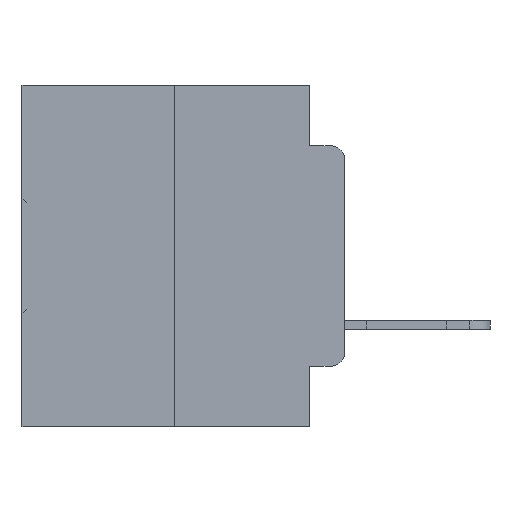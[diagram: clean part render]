
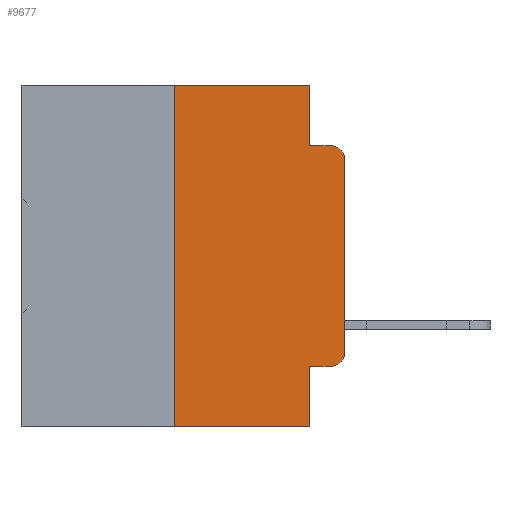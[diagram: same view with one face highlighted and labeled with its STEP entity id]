
A CAD part, left-side view. The second image highlights one B-rep face of the part: STEP entity #9677.
In plain terms, the highlighted planar face has unit normal (-1, 0, 0).
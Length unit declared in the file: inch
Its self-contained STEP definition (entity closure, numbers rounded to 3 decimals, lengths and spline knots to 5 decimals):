
#316 = CARTESIAN_POINT ( 'NONE',  ( 0., 0.02, -0.4115 ) ) ;
#521 = ORIENTED_EDGE ( 'NONE', *, *, #14636, .T. ) ;
#1415 = EDGE_CURVE ( 'NONE', #13119, #29214, #6633, .T. ) ;
#1677 = DIRECTION ( 'NONE',  ( 0., -1., 0. ) ) ;
#1765 = CARTESIAN_POINT ( 'NONE',  ( 0., 0.473, 0. ) ) ;
#2728 = LINE ( 'NONE', #13703, #9215 ) ;
#3105 = CARTESIAN_POINT ( 'NONE',  ( 0., 0., -0.1085 ) ) ;
#3671 = VERTEX_POINT ( 'NONE', #316 ) ;
#3890 = CARTESIAN_POINT ( 'NONE',  ( 0., 0.051, 0. ) ) ;
#4121 = DIRECTION ( 'NONE',  ( 0., 0., -1. ) ) ;
#4588 = ORIENTED_EDGE ( 'NONE', *, *, #20252, .T. ) ;
#4862 = ORIENTED_EDGE ( 'NONE', *, *, #23691, .F. ) ;
#4922 = VERTEX_POINT ( 'NONE', #7928 ) ;
#5218 = LINE ( 'NONE', #1765, #11682 ) ;
#6318 = DIRECTION ( 'NONE',  ( 0., 0., 1. ) ) ;
#6379 = CARTESIAN_POINT ( 'NONE',  ( 0., 0.02, -0.3915 ) ) ;
#6633 = LINE ( 'NONE', #26891, #13022 ) ;
#6679 = CARTESIAN_POINT ( 'NONE',  ( 0., 0.25, -0.5 ) ) ;
#6788 = CARTESIAN_POINT ( 'NONE',  ( 0., 0., 0. ) ) ;
#6954 = EDGE_CURVE ( 'NONE', #22075, #12864, #19798, .T. ) ;
#6955 = EDGE_LOOP ( 'NONE', ( #17970, #18401, #27124, #17747, #22509, #10331, #7267, #4862, #4588, #521 ) ) ;
#7267 = ORIENTED_EDGE ( 'NONE', *, *, #16845, .T. ) ;
#7928 = CARTESIAN_POINT ( 'NONE',  ( 0., 0.051, -0.5 ) ) ;
#8347 = VERTEX_POINT ( 'NONE', #3890 ) ;
#8534 = VERTEX_POINT ( 'NONE', #26610 ) ;
#8577 = AXIS2_PLACEMENT_3D ( 'NONE', #17200, #17031, #16977 ) ;
#9140 = DIRECTION ( 'NONE',  ( 0., 0., -1. ) ) ;
#9215 = VECTOR ( 'NONE', #26869, 39.37008 ) ;
#9677 = ADVANCED_FACE ( 'NONE', ( #20374 ), #17082, .F. ) ;
#9803 = CARTESIAN_POINT ( 'NONE',  ( 0., 0.02, -0.0885 ) ) ;
#10331 = ORIENTED_EDGE ( 'NONE', *, *, #25378, .F. ) ;
#11117 = LINE ( 'NONE', #14955, #18384 ) ;
#11175 = AXIS2_PLACEMENT_3D ( 'NONE', #14418, #32399, #17233 ) ;
#11682 = VECTOR ( 'NONE', #23565, 39.37008 ) ;
#12464 = VECTOR ( 'NONE', #6318, 39.37008 ) ;
#12667 = CARTESIAN_POINT ( 'NONE',  ( 0., 0.25, 0. ) ) ;
#12864 = VERTEX_POINT ( 'NONE', #3105 ) ;
#13022 = VECTOR ( 'NONE', #28118, 39.37008 ) ;
#13119 = VERTEX_POINT ( 'NONE', #28617 ) ;
#13703 = CARTESIAN_POINT ( 'NONE',  ( 0., 0.051, -0.4115 ) ) ;
#14418 = CARTESIAN_POINT ( 'NONE',  ( 0., 0.02, -0.1085 ) ) ;
#14636 = EDGE_CURVE ( 'NONE', #3671, #22075, #29529, .T. ) ;
#14955 = CARTESIAN_POINT ( 'NONE',  ( 0., 0.051, 0. ) ) ;
#15061 = LINE ( 'NONE', #23495, #22367 ) ;
#16845 = EDGE_CURVE ( 'NONE', #23678, #4922, #15061, .T. ) ;
#16977 = DIRECTION ( 'NONE',  ( 0., 0., -1. ) ) ;
#17031 = DIRECTION ( 'NONE',  ( 1., 0., 0. ) ) ;
#17082 = PLANE ( 'NONE',  #8577 ) ;
#17200 = CARTESIAN_POINT ( 'NONE',  ( 0., 0.473, 0. ) ) ;
#17233 = DIRECTION ( 'NONE',  ( 0., 0., -1. ) ) ;
#17501 = LINE ( 'NONE', #30038, #30265 ) ;
#17747 = ORIENTED_EDGE ( 'NONE', *, *, #18963, .F. ) ;
#17970 = ORIENTED_EDGE ( 'NONE', *, *, #6954, .T. ) ;
#18384 = VECTOR ( 'NONE', #32868, 39.37008 ) ;
#18401 = ORIENTED_EDGE ( 'NONE', *, *, #19922, .T. ) ;
#18963 = EDGE_CURVE ( 'NONE', #8347, #13119, #17501, .T. ) ;
#19798 = LINE ( 'NONE', #6788, #12464 ) ;
#19836 = CARTESIAN_POINT ( 'NONE',  ( 0., 0.051, -0.4115 ) ) ;
#19922 = EDGE_CURVE ( 'NONE', #12864, #29214, #28298, .T. ) ;
#20252 = EDGE_CURVE ( 'NONE', #31516, #3671, #2728, .T. ) ;
#20374 = FACE_OUTER_BOUND ( 'NONE', #6955, .T. ) ;
#22075 = VERTEX_POINT ( 'NONE', #32756 ) ;
#22367 = VECTOR ( 'NONE', #1677, 39.37008 ) ;
#22491 = LINE ( 'NONE', #12667, #29052 ) ;
#22509 = ORIENTED_EDGE ( 'NONE', *, *, #30376, .F. ) ;
#23495 = CARTESIAN_POINT ( 'NONE',  ( 0., 0.473, -0.5 ) ) ;
#23565 = DIRECTION ( 'NONE',  ( 0., -1., 0. ) ) ;
#23678 = VERTEX_POINT ( 'NONE', #6679 ) ;
#23691 = EDGE_CURVE ( 'NONE', #31516, #4922, #11117, .T. ) ;
#25212 = DIRECTION ( 'NONE',  ( -1., 0., 0. ) ) ;
#25378 = EDGE_CURVE ( 'NONE', #23678, #8534, #22491, .T. ) ;
#26610 = CARTESIAN_POINT ( 'NONE',  ( 0., 0.25, 0. ) ) ;
#26869 = DIRECTION ( 'NONE',  ( 0., -1., 0. ) ) ;
#26891 = CARTESIAN_POINT ( 'NONE',  ( 0., 0.051, -0.0885 ) ) ;
#27124 = ORIENTED_EDGE ( 'NONE', *, *, #1415, .F. ) ;
#28118 = DIRECTION ( 'NONE',  ( 0., -1., 0. ) ) ;
#28298 = CIRCLE ( 'NONE', #11175, 0.02 ) ;
#28384 = DIRECTION ( 'NONE',  ( 0., 0., 1. ) ) ;
#28617 = CARTESIAN_POINT ( 'NONE',  ( 0., 0.051, -0.0885 ) ) ;
#29052 = VECTOR ( 'NONE', #28384, 39.37008 ) ;
#29214 = VERTEX_POINT ( 'NONE', #9803 ) ;
#29529 = CIRCLE ( 'NONE', #31836, 0.02 ) ;
#30038 = CARTESIAN_POINT ( 'NONE',  ( 0., 0.051, 0. ) ) ;
#30265 = VECTOR ( 'NONE', #4121, 39.37008 ) ;
#30376 = EDGE_CURVE ( 'NONE', #8534, #8347, #5218, .T. ) ;
#31516 = VERTEX_POINT ( 'NONE', #19836 ) ;
#31836 = AXIS2_PLACEMENT_3D ( 'NONE', #6379, #25212, #9140 ) ;
#32399 = DIRECTION ( 'NONE',  ( -1., 0., 0. ) ) ;
#32756 = CARTESIAN_POINT ( 'NONE',  ( 0., 0., -0.3915 ) ) ;
#32868 = DIRECTION ( 'NONE',  ( 0., 0., -1. ) ) ;
